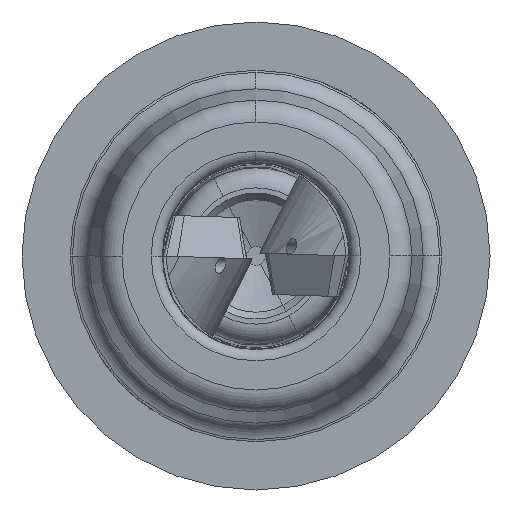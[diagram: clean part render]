
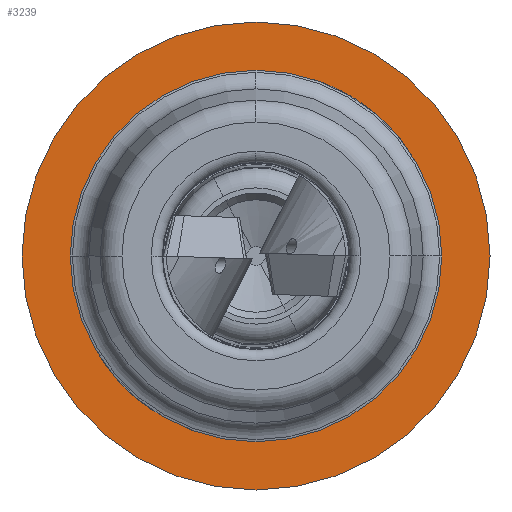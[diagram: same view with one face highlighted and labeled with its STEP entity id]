
A CAD part, front view. The second image highlights one B-rep face of the part: STEP entity #3239.
In plain terms, the highlighted face is planar.
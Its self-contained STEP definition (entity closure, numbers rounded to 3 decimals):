
#274=PLANE('',#3527);
#343=CIRCLE('',#3450,25.);
#397=CIRCLE('',#3526,31.5);
#398=CIRCLE('',#3528,31.5);
#399=CIRCLE('',#3529,25.);
#986=VERTEX_POINT('',#5575);
#988=VERTEX_POINT('',#5579);
#1043=VERTEX_POINT('',#5734);
#1045=VERTEX_POINT('',#5738);
#1435=EDGE_CURVE('',#986,#988,#343,.T.);
#1515=EDGE_CURVE('',#1043,#1045,#397,.T.);
#1516=EDGE_CURVE('',#1045,#1043,#398,.T.);
#1517=EDGE_CURVE('',#988,#986,#399,.T.);
#2192=ORIENTED_EDGE('',*,*,#1515,.T.);
#2193=ORIENTED_EDGE('',*,*,#1516,.T.);
#2194=ORIENTED_EDGE('',*,*,#1435,.T.);
#2195=ORIENTED_EDGE('',*,*,#1517,.T.);
#2811=EDGE_LOOP('',(#2192,#2193));
#2812=EDGE_LOOP('',(#2194,#2195));
#3029=FACE_BOUND('',#2811,.T.);
#3030=FACE_BOUND('',#2812,.T.);
#3239=ADVANCED_FACE('',(#3029,#3030),#274,.T.);
#3450=AXIS2_PLACEMENT_3D('',#5580,#3988,#3989);
#3526=AXIS2_PLACEMENT_3D('',#5739,#4157,#4158);
#3527=AXIS2_PLACEMENT_3D('',#5740,#4159,$);
#3528=AXIS2_PLACEMENT_3D('',#5741,#4160,#4161);
#3529=AXIS2_PLACEMENT_3D('',#5742,#4162,#4163);
#3988=DIRECTION('',(-1.,0.,0.));
#3989=DIRECTION('',(0.,0.,-25.));
#4157=DIRECTION('',(1.,0.,0.));
#4158=DIRECTION('',(0.,31.5,0.));
#4159=DIRECTION('',(1.,0.,0.));
#4160=DIRECTION('',(1.,0.,0.));
#4161=DIRECTION('',(0.,31.5,0.));
#4162=DIRECTION('',(-1.,0.,0.));
#4163=DIRECTION('',(0.,0.,-25.));
#5575=CARTESIAN_POINT('',(2.,0.,-25.));
#5579=CARTESIAN_POINT('',(2.,0.,25.));
#5580=CARTESIAN_POINT('',(2.,0.,0.));
#5734=CARTESIAN_POINT('',(2.,31.5,0.));
#5738=CARTESIAN_POINT('',(2.,-31.5,0.));
#5739=CARTESIAN_POINT('',(2.,0.,0.));
#5740=CARTESIAN_POINT('',(2.,15.75,0.));
#5741=CARTESIAN_POINT('',(2.,0.,0.));
#5742=CARTESIAN_POINT('',(2.,0.,0.));
